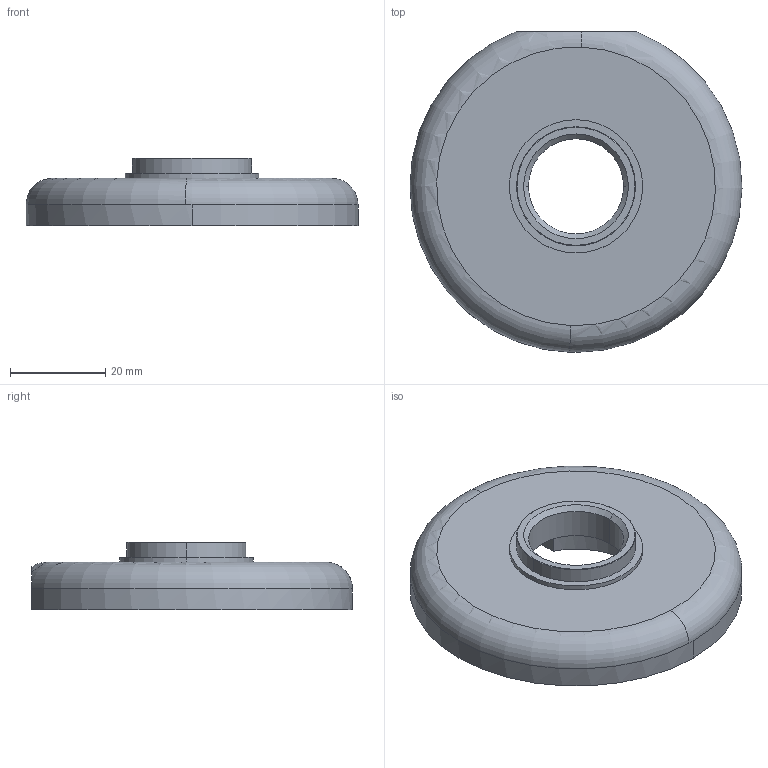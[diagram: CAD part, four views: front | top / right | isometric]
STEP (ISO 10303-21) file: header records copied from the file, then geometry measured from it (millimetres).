
FILE_DESCRIPTION(('STEP AP214'),'1');
FILE_NAME('.step','2022-05-08T05:54:34',(' '),(' '),'Spatial InterOp 3D',' ',' ');
FILE_SCHEMA(('AUTOMOTIVE_DESIGN { 1 0 10303 214 1 1 1 1 }'));
Length unit declared in the file: metre
Products named in the file (1): 实体111
Bounding box: 69.74 x 67.39 x 14.2 mm (x, y, z)
Volume: 16205.9 mm3; surface area: 12687.8 mm2
Topology: 1 solids, 1 shells, 103 faces, 263 edges, 170 vertices
Faces by surface type: cylinder 49, plane 44, cone 8, torus 2
Entity records: 3399 total; most frequent: CARTESIAN_POINT 765, DIRECTION 584, ORIENTED_EDGE 526, EDGE_CURVE 263, AXIS2_PLACEMENT_3D 221, VERTEX_POINT 170, LINE 142, VECTOR 142
